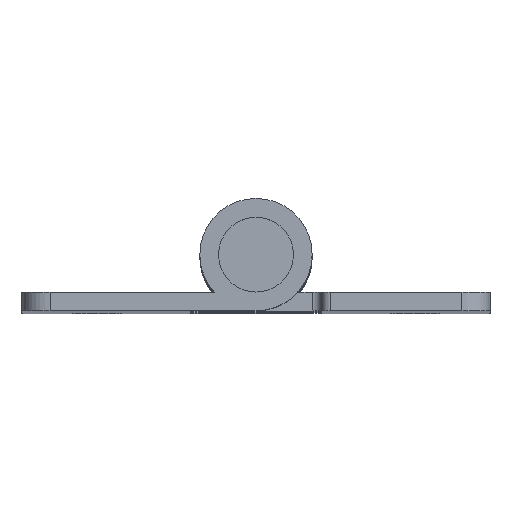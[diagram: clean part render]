
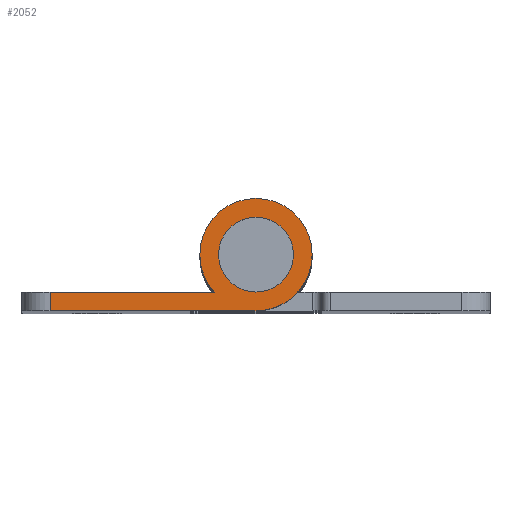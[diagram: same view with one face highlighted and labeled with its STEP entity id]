
A CAD part, top view. The second image highlights one B-rep face of the part: STEP entity #2052.
In plain terms, the highlighted planar face has unit normal (0, 0, 1).
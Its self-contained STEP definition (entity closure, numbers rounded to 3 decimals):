
#286 = PLANE ( 'NONE',  #1253 ) ;
#287 = CARTESIAN_POINT ( 'NONE',  ( 0., 0., 85. ) ) ;
#288 = DIRECTION ( 'NONE',  ( 0., 0., 1. ) ) ;
#289 = DIRECTION ( 'NONE',  ( 1., 0., 0. ) ) ;
#441 = EDGE_CURVE ( 'NONE', #3099, #3107, #1850, .T. ) ;
#450 = EDGE_CURVE ( 'NONE', #3092, #3093, #2761, .T. ) ;
#1246 = FACE_OUTER_BOUND ( 'NONE', #1286, .T. ) ;
#1251 = FACE_BOUND ( 'NONE', #1287, .T. ) ;
#1253 = AXIS2_PLACEMENT_3D ( 'NONE', #287, #288, #289 ) ;
#1286 = EDGE_LOOP ( 'NONE', ( #3698, #3152, #3151, #3153, #3154, #3155 ) ) ;
#1287 = EDGE_LOOP ( 'NONE', ( #3156, #3157 ) ) ;
#1457 = CIRCLE ( 'NONE', #2932, 4. ) ;
#1470 = CIRCLE ( 'NONE', #2957, 6. ) ;
#1617 = CARTESIAN_POINT ( 'NONE',  ( -22., -4., 85. ) ) ;
#1618 = CARTESIAN_POINT ( 'NONE',  ( -22., -6., 85. ) ) ;
#1619 = CARTESIAN_POINT ( 'NONE',  ( 0., -6., 85. ) ) ;
#1624 = CARTESIAN_POINT ( 'NONE',  ( -6., 0., 85. ) ) ;
#1625 = CARTESIAN_POINT ( 'NONE',  ( 4., 0., 85. ) ) ;
#1632 = CARTESIAN_POINT ( 'NONE',  ( -4.472, -4., 85. ) ) ;
#1637 = CARTESIAN_POINT ( 'NONE',  ( 6., 0., 85. ) ) ;
#1638 = CARTESIAN_POINT ( 'NONE',  ( -4., 0., 85. ) ) ;
#1850 = CIRCLE ( 'NONE', #1986, 6. ) ;
#1986 = AXIS2_PLACEMENT_3D ( 'NONE', #2730, #2734, #2735 ) ;
#2052 = ADVANCED_FACE ( 'NONE', ( #1246, #1251 ), #286, .T. ) ;
#2112 = AXIS2_PLACEMENT_3D ( 'NONE', #3402, #3406, #3407 ) ;
#2113 = VECTOR ( 'NONE', #3401, 1000. ) ;
#2114 = VECTOR ( 'NONE', #3405, 1000. ) ;
#2115 = AXIS2_PLACEMENT_3D ( 'NONE', #3408, #3412, #3413 ) ;
#2191 = EDGE_CURVE ( 'NONE', #3107, #3092, #3399, .T. ) ;
#2192 = EDGE_CURVE ( 'NONE', #3093, #3094, #3403, .T. ) ;
#2193 = EDGE_CURVE ( 'NONE', #3094, #3112, #2555, .T. ) ;
#2195 = EDGE_CURVE ( 'NONE', #3100, #3113, #2554, .T. ) ;
#2225 = VECTOR ( 'NONE', #2763, 1000. ) ;
#2554 = CIRCLE ( 'NONE', #2115, 4. ) ;
#2555 = CIRCLE ( 'NONE', #2112, 6. ) ;
#2598 = EDGE_CURVE ( 'NONE', #3113, #3100, #1457, .T. ) ;
#2621 = EDGE_CURVE ( 'NONE', #3112, #3099, #1470, .T. ) ;
#2730 = CARTESIAN_POINT ( 'NONE',  ( 0., 0., 85. ) ) ;
#2734 = DIRECTION ( 'NONE',  ( 0., 0., 1. ) ) ;
#2735 = DIRECTION ( 'NONE',  ( 1., 0., 0. ) ) ;
#2761 = LINE ( 'NONE', #2762, #2225 ) ;
#2762 = CARTESIAN_POINT ( 'NONE',  ( -22., -6., 85. ) ) ;
#2763 = DIRECTION ( 'NONE',  ( 0., -1., 0. ) ) ;
#2932 = AXIS2_PLACEMENT_3D ( 'NONE', #3564, #3574, #3575 ) ;
#2957 = AXIS2_PLACEMENT_3D ( 'NONE', #3636, #3643, #3644 ) ;
#3092 = VERTEX_POINT ( 'NONE', #1617 ) ;
#3093 = VERTEX_POINT ( 'NONE', #1618 ) ;
#3094 = VERTEX_POINT ( 'NONE', #1619 ) ;
#3099 = VERTEX_POINT ( 'NONE', #1624 ) ;
#3100 = VERTEX_POINT ( 'NONE', #1625 ) ;
#3107 = VERTEX_POINT ( 'NONE', #1632 ) ;
#3112 = VERTEX_POINT ( 'NONE', #1637 ) ;
#3113 = VERTEX_POINT ( 'NONE', #1638 ) ;
#3151 = ORIENTED_EDGE ( 'NONE', *, *, #2192, .T. ) ;
#3152 = ORIENTED_EDGE ( 'NONE', *, *, #450, .T. ) ;
#3153 = ORIENTED_EDGE ( 'NONE', *, *, #2193, .T. ) ;
#3154 = ORIENTED_EDGE ( 'NONE', *, *, #2621, .T. ) ;
#3155 = ORIENTED_EDGE ( 'NONE', *, *, #441, .T. ) ;
#3156 = ORIENTED_EDGE ( 'NONE', *, *, #2598, .F. ) ;
#3157 = ORIENTED_EDGE ( 'NONE', *, *, #2195, .F. ) ;
#3399 = LINE ( 'NONE', #3400, #2113 ) ;
#3400 = CARTESIAN_POINT ( 'NONE',  ( -25., -4., 85. ) ) ;
#3401 = DIRECTION ( 'NONE',  ( -1., 0., 0. ) ) ;
#3402 = CARTESIAN_POINT ( 'NONE',  ( 0., 0., 85. ) ) ;
#3403 = LINE ( 'NONE', #3404, #2114 ) ;
#3404 = CARTESIAN_POINT ( 'NONE',  ( 0., -6., 85. ) ) ;
#3405 = DIRECTION ( 'NONE',  ( 1., 0., 0. ) ) ;
#3406 = DIRECTION ( 'NONE',  ( 0., 0., 1. ) ) ;
#3407 = DIRECTION ( 'NONE',  ( 1., 0., 0. ) ) ;
#3408 = CARTESIAN_POINT ( 'NONE',  ( 0., 0., 85. ) ) ;
#3412 = DIRECTION ( 'NONE',  ( 0., 0., 1. ) ) ;
#3413 = DIRECTION ( 'NONE',  ( 1., 0., 0. ) ) ;
#3564 = CARTESIAN_POINT ( 'NONE',  ( 0., 0., 85. ) ) ;
#3574 = DIRECTION ( 'NONE',  ( 0., 0., 1. ) ) ;
#3575 = DIRECTION ( 'NONE',  ( 1., 0., 0. ) ) ;
#3636 = CARTESIAN_POINT ( 'NONE',  ( 0., 0., 85. ) ) ;
#3643 = DIRECTION ( 'NONE',  ( 0., 0., 1. ) ) ;
#3644 = DIRECTION ( 'NONE',  ( 1., 0., 0. ) ) ;
#3698 = ORIENTED_EDGE ( 'NONE', *, *, #2191, .T. ) ;
